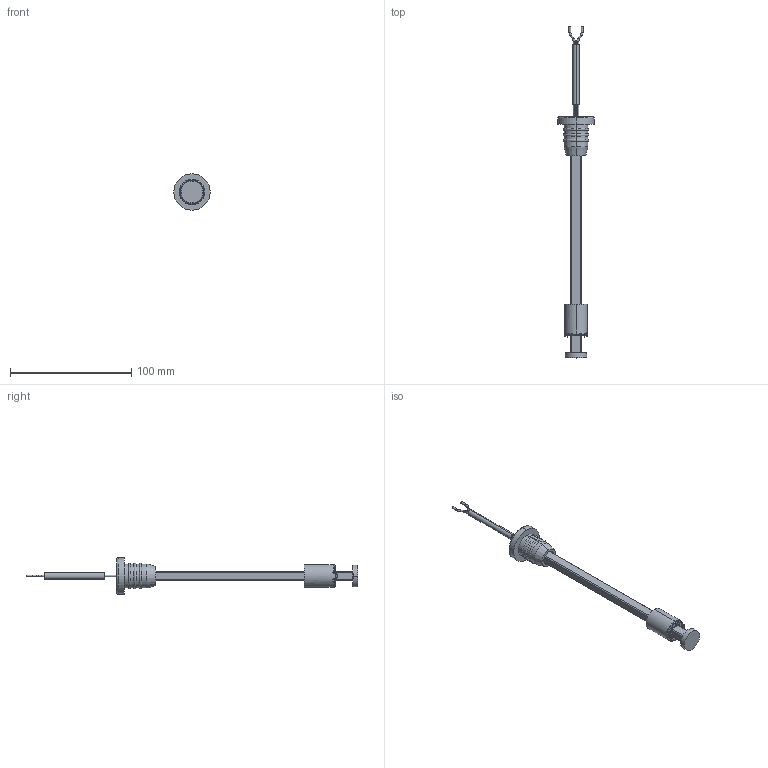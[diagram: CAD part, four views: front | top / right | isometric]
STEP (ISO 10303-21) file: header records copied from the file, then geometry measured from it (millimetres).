
FILE_DESCRIPTION (( 'STEP AP214' ), '1' );
FILE_NAME ('SRM.STEP', '2020-02-03T12:53:12', ( '' ), ( '' ), 'SwSTEP 2.0', 'SolidWorks 2019', '' );
FILE_SCHEMA (( 'AUTOMOTIVE_DESIGN' ));
Length unit declared in the file: millimetre
Products named in the file (1): SRM
Bounding box: 30 x 273.9 x 30 mm (x, y, z)
Surface area: 14192.9 mm2 (no closed solid volume)
Topology: 0 solids, 18 shells, 209 faces, 857 edges, 648 vertices
Faces by surface type: plane 106, cylinder 52, torus 22, bspline 21, sphere 4, cone 4
Entity records: 12341 total; most frequent: CARTESIAN_POINT 3372, DIRECTION 1297, ORIENTED_EDGE 1209, EDGE_CURVE 849, VERTEX_POINT 644, VECTOR 539, LINE 539, AXIS2_PLACEMENT_3D 379
